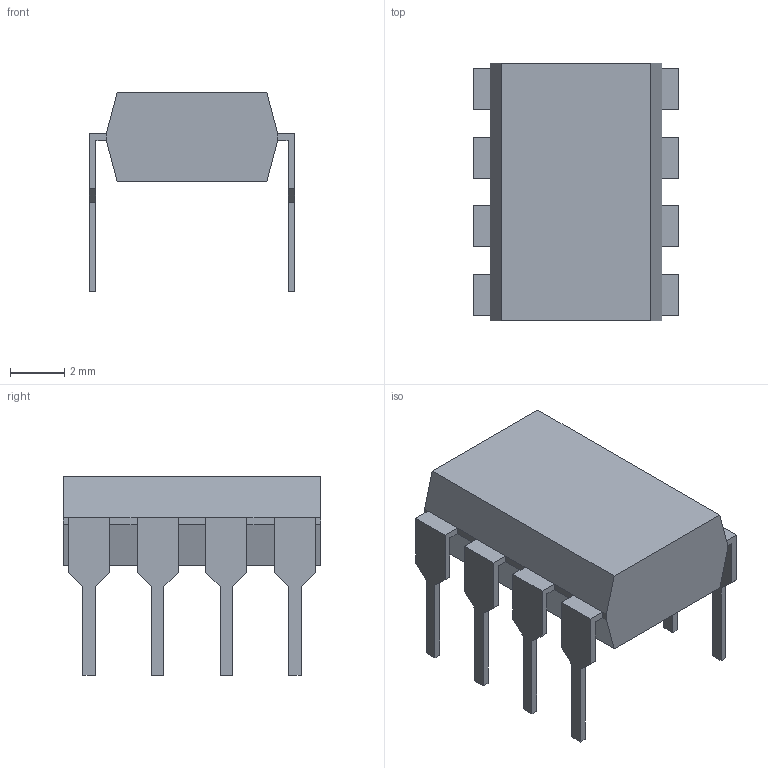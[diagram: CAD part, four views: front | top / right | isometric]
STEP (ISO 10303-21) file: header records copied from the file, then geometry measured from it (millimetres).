
FILE_DESCRIPTION( ( '' ), ' ' );
FILE_NAME( '59d450baa45ed50e60cb98fe.step', '2017-10-04T03:08:43', ( '' ), ( '' ), ' ', ' ', ' ' );
FILE_SCHEMA( ( 'AUTOMOTIVE_DESIGN { 1 0 10303 214 1 1 1 1 }' ) );
Length unit declared in the file: metre
Products named in the file (1): Open CASCADE STEP translator 6.8 1
Bounding box: 7.62 x 9.53 x 7.36 mm (x, y, z)
Volume: 199.4 mm3; surface area: 324.9 mm2
Topology: 1 solids, 1 shells, 106 faces, 280 edges, 176 vertices
Faces by surface type: plane 106
Entity records: 5432 total; most frequent: CARTESIAN_POINT 563, ORIENTED_EDGE 560, DIRECTION 494, STYLED_ITEM 386, PRESENTATION_STYLE_ASSIGNMENT 386, COLOUR_RGB 386, EDGE_CURVE 280, CURVE_STYLE 280
